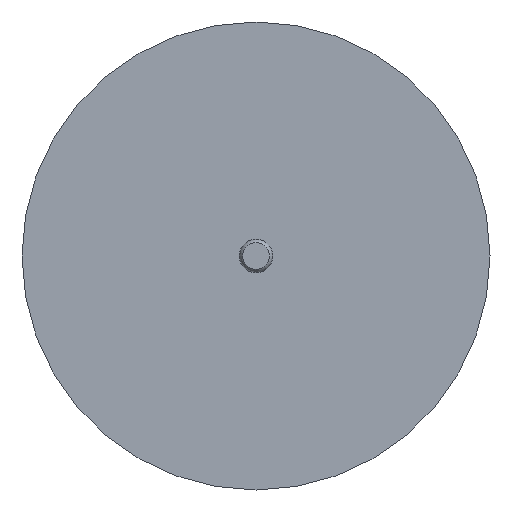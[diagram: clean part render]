
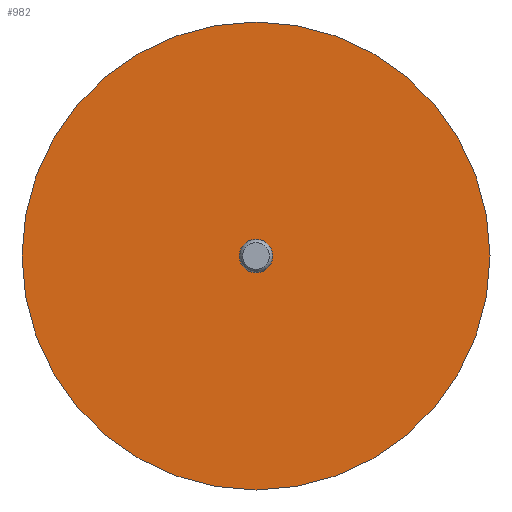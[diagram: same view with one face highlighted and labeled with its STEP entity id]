
A CAD part, front view. The second image highlights one B-rep face of the part: STEP entity #982.
In plain terms, the highlighted planar face has unit normal (0, -1, 0).
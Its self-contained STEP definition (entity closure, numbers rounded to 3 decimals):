
#70=FACE_BOUND('',#272,.T.);
#91=PLANE('',#1103);
#207=FACE_OUTER_BOUND('',#271,.T.);
#271=EDGE_LOOP('',(#837,#838));
#272=EDGE_LOOP('',(#839,#840));
#371=CIRCLE('',#1104,46.);
#372=CIRCLE('',#1105,46.);
#373=CIRCLE('',#1106,3.234);
#374=CIRCLE('',#1107,3.234);
#464=VERTEX_POINT('',#1741);
#465=VERTEX_POINT('',#1742);
#466=VERTEX_POINT('',#1745);
#467=VERTEX_POINT('',#1746);
#596=EDGE_CURVE('',#464,#465,#371,.T.);
#597=EDGE_CURVE('',#465,#464,#372,.T.);
#598=EDGE_CURVE('',#466,#467,#373,.T.);
#599=EDGE_CURVE('',#467,#466,#374,.T.);
#837=ORIENTED_EDGE('',*,*,#596,.F.);
#838=ORIENTED_EDGE('',*,*,#597,.F.);
#839=ORIENTED_EDGE('',*,*,#598,.F.);
#840=ORIENTED_EDGE('',*,*,#599,.F.);
#982=ADVANCED_FACE('',(#207,#70),#91,.T.);
#1103=AXIS2_PLACEMENT_3D('',#1740,#1341,#1342);
#1104=AXIS2_PLACEMENT_3D('',#1743,#1343,#1344);
#1105=AXIS2_PLACEMENT_3D('',#1744,#1345,#1346);
#1106=AXIS2_PLACEMENT_3D('',#1747,#1347,#1348);
#1107=AXIS2_PLACEMENT_3D('',#1748,#1349,#1350);
#1341=DIRECTION('center_axis',(0.,-1.,0.));
#1342=DIRECTION('ref_axis',(0.,0.,-1.));
#1343=DIRECTION('center_axis',(0.,1.,0.));
#1344=DIRECTION('ref_axis',(-1.,0.,0.));
#1345=DIRECTION('center_axis',(0.,1.,0.));
#1346=DIRECTION('ref_axis',(-1.,0.,0.));
#1347=DIRECTION('center_axis',(0.,-1.,0.));
#1348=DIRECTION('ref_axis',(-1.,0.,0.));
#1349=DIRECTION('center_axis',(0.,-1.,0.));
#1350=DIRECTION('ref_axis',(-1.,0.,0.));
#1740=CARTESIAN_POINT('Origin',(-23.,2.469,0.));
#1741=CARTESIAN_POINT('',(-46.,2.469,0.));
#1742=CARTESIAN_POINT('',(46.,2.469,0.));
#1743=CARTESIAN_POINT('Origin',(0.,2.469,0.));
#1744=CARTESIAN_POINT('Origin',(0.,2.469,0.));
#1745=CARTESIAN_POINT('',(-3.234,2.469,0.));
#1746=CARTESIAN_POINT('',(3.234,2.469,0.));
#1747=CARTESIAN_POINT('Origin',(0.,2.469,0.));
#1748=CARTESIAN_POINT('Origin',(0.,2.469,0.));
